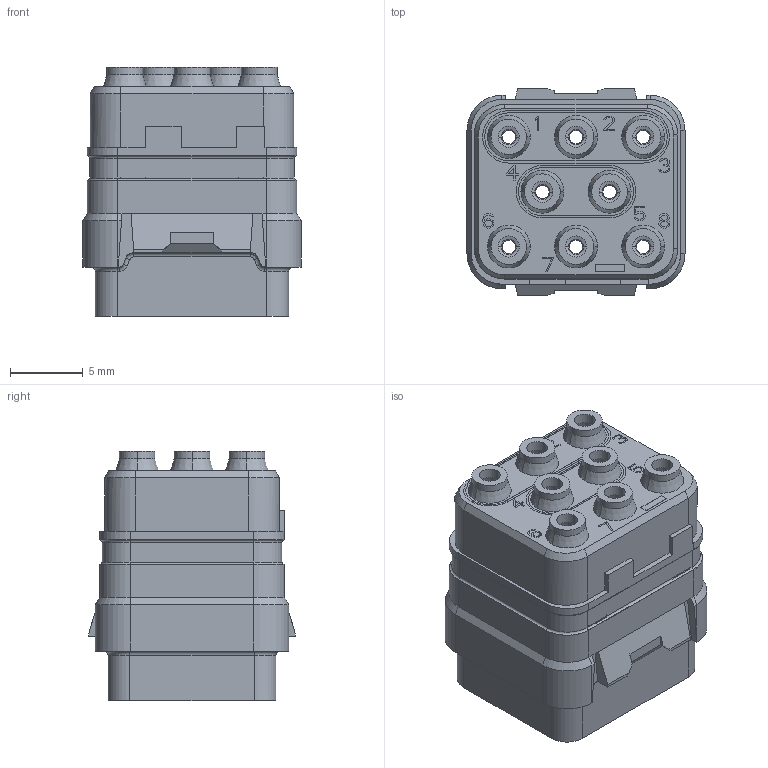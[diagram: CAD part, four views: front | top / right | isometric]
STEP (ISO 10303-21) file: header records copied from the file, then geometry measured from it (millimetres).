
FILE_DESCRIPTION((''),'2;1');
FILE_NAME('SIMMZ0816PB','2019-12-11T',('presta_be4'),(''),'CREO PARAMETRIC BY PTC INC, 2018360','CREO PARAMETRIC BY PTC INC, 2018360','');
FILE_SCHEMA(('CONFIG_CONTROL_DESIGN'));
Length unit declared in the file: millimetre
Products named in the file (1): SIMMZ0816PB
Bounding box: 15 x 14.2 x 17.14 mm (x, y, z)
Volume: 1435.1 mm3; surface area: 3146.3 mm2
Topology: 1 solids, 1 shells, 1587 faces, 3978 edges, 2496 vertices
Faces by surface type: plane 866, cylinder 349, torus 192, cone 160, bspline 20
Entity records: 47446 total; most frequent: CARTESIAN_POINT 8490, DIRECTION 8315, ORIENTED_EDGE 7956, EDGE_CURVE 3978, AXIS2_PLACEMENT_3D 2782, VECTOR 2751, LINE 2751, VERTEX_POINT 2496
